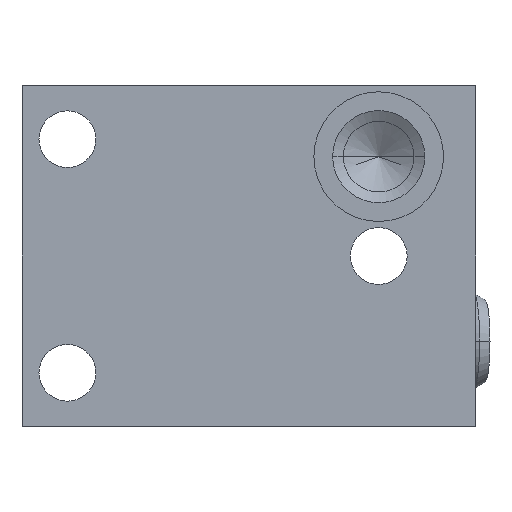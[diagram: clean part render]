
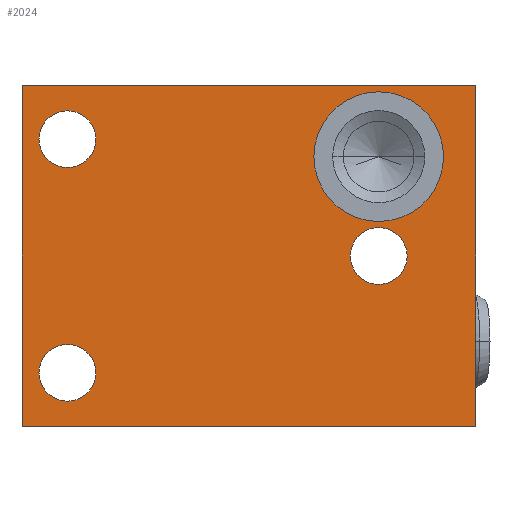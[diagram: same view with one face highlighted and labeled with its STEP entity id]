
A CAD part, front view. The second image highlights one B-rep face of the part: STEP entity #2024.
In plain terms, the highlighted planar face has unit normal (0, -1, 0).
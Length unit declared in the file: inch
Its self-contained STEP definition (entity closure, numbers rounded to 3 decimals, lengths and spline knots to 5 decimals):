
#18=DIRECTION('',(0.,0.,1.));
#19=VECTOR('',#18,1.313);
#20=CARTESIAN_POINT('',(-0.687,-0.37,-0.6565));
#21=LINE('',#20,#19);
#22=CARTESIAN_POINT('',(-0.512,-0.37,0.45));
#23=DIRECTION('',(0.,1.,0.));
#24=DIRECTION('',(0.,0.,-1.));
#25=AXIS2_PLACEMENT_3D('',#22,#23,#24);
#27=CARTESIAN_POINT('',(-0.512,-0.37,0.45));
#28=DIRECTION('',(0.,1.,0.));
#29=DIRECTION('',(0.,0.,1.));
#30=AXIS2_PLACEMENT_3D('',#27,#28,#29);
#32=CARTESIAN_POINT('',(-0.512,-0.37,-0.45));
#33=DIRECTION('',(0.,1.,0.));
#34=DIRECTION('',(0.,0.,-1.));
#35=AXIS2_PLACEMENT_3D('',#32,#33,#34);
#37=CARTESIAN_POINT('',(-0.512,-0.37,-0.45));
#38=DIRECTION('',(0.,1.,0.));
#39=DIRECTION('',(0.,0.,1.));
#40=AXIS2_PLACEMENT_3D('',#37,#38,#39);
#42=CARTESIAN_POINT('',(0.688,-0.37,0.));
#43=DIRECTION('',(0.,1.,0.));
#44=DIRECTION('',(0.,0.,-1.));
#45=AXIS2_PLACEMENT_3D('',#42,#43,#44);
#47=CARTESIAN_POINT('',(0.688,-0.37,0.));
#48=DIRECTION('',(0.,1.,0.));
#49=DIRECTION('',(0.,0.,1.));
#50=AXIS2_PLACEMENT_3D('',#47,#48,#49);
#52=CARTESIAN_POINT('',(0.688,-0.37,0.383));
#53=DIRECTION('',(0.,1.,0.));
#54=DIRECTION('',(-1.,0.,0.));
#55=AXIS2_PLACEMENT_3D('',#52,#53,#54);
#57=CARTESIAN_POINT('',(0.688,-0.37,0.383));
#58=DIRECTION('',(0.,1.,0.));
#59=DIRECTION('',(1.,0.,0.));
#60=AXIS2_PLACEMENT_3D('',#57,#58,#59);
#82=DIRECTION('',(1.,0.,0.));
#83=VECTOR('',#82,1.75);
#84=CARTESIAN_POINT('',(-0.687,-0.37,-0.6565));
#85=LINE('',#84,#83);
#286=DIRECTION('',(0.,0.,1.));
#287=VECTOR('',#286,1.313);
#288=CARTESIAN_POINT('',(1.063,-0.37,-0.6565));
#289=LINE('',#288,#287);
#302=DIRECTION('',(1.,0.,0.));
#303=VECTOR('',#302,1.75);
#304=CARTESIAN_POINT('',(-0.687,-0.37,0.6565));
#305=LINE('',#304,#303);
#1841=CARTESIAN_POINT('',(-0.687,-0.37,-0.6565));
#1843=VERTEX_POINT('',#1841);
#1844=CARTESIAN_POINT('',(1.063,-0.37,-0.6565));
#1845=VERTEX_POINT('',#1844);
#1849=CARTESIAN_POINT('',(-0.687,-0.37,0.6565));
#1851=VERTEX_POINT('',#1849);
#1852=CARTESIAN_POINT('',(1.063,-0.37,0.6565));
#1853=VERTEX_POINT('',#1852);
#1860=CARTESIAN_POINT('',(-0.512,-0.37,0.3405));
#1861=CARTESIAN_POINT('',(-0.512,-0.37,0.5595));
#1862=VERTEX_POINT('',#1860);
#1863=VERTEX_POINT('',#1861);
#1864=CARTESIAN_POINT('',(-0.512,-0.37,-0.5595));
#1865=CARTESIAN_POINT('',(-0.512,-0.37,-0.3405));
#1866=VERTEX_POINT('',#1864);
#1867=VERTEX_POINT('',#1865);
#1868=CARTESIAN_POINT('',(0.688,-0.37,-0.1095));
#1869=CARTESIAN_POINT('',(0.688,-0.37,0.1095));
#1870=VERTEX_POINT('',#1868);
#1871=VERTEX_POINT('',#1869);
#1888=CARTESIAN_POINT('',(0.438,-0.37,0.383));
#1889=CARTESIAN_POINT('',(0.938,-0.37,0.383));
#1890=VERTEX_POINT('',#1888);
#1891=VERTEX_POINT('',#1889);
#1986=CARTESIAN_POINT('',(-0.687,-0.37,-0.6565));
#1987=DIRECTION('',(0.,-1.,0.));
#1988=DIRECTION('',(1.,0.,0.));
#1989=AXIS2_PLACEMENT_3D('',#1986,#1987,#1988);
#1990=PLANE('',#1989);
#1992=ORIENTED_EDGE('',*,*,#1991,.F.);
#1994=ORIENTED_EDGE('',*,*,#1993,.T.);
#1996=ORIENTED_EDGE('',*,*,#1995,.T.);
#1998=ORIENTED_EDGE('',*,*,#1997,.F.);
#1999=EDGE_LOOP('',(#1992,#1994,#1996,#1998));
#2000=FACE_OUTER_BOUND('',#1999,.F.);
#2002=ORIENTED_EDGE('',*,*,#2001,.F.);
#2004=ORIENTED_EDGE('',*,*,#2003,.F.);
#2005=EDGE_LOOP('',(#2002,#2004));
#2006=FACE_BOUND('',#2005,.F.);
#2008=ORIENTED_EDGE('',*,*,#2007,.F.);
#2009=ORIENTED_EDGE('',*,*,#1975,.F.);
#2010=EDGE_LOOP('',(#2008,#2009));
#2011=FACE_BOUND('',#2010,.F.);
#2013=ORIENTED_EDGE('',*,*,#2012,.F.);
#2015=ORIENTED_EDGE('',*,*,#2014,.F.);
#2016=EDGE_LOOP('',(#2013,#2015));
#2017=FACE_BOUND('',#2016,.F.);
#2019=ORIENTED_EDGE('',*,*,#2018,.F.);
#2021=ORIENTED_EDGE('',*,*,#2020,.F.);
#2022=EDGE_LOOP('',(#2019,#2021));
#2023=FACE_BOUND('',#2022,.F.);
#26=CIRCLE('',#25,0.1095);
#31=CIRCLE('',#30,0.1095);
#36=CIRCLE('',#35,0.1095);
#41=CIRCLE('',#40,0.1095);
#46=CIRCLE('',#45,0.1095);
#51=CIRCLE('',#50,0.1095);
#56=CIRCLE('',#55,0.25);
#61=CIRCLE('',#60,0.25);
#1975=EDGE_CURVE('',#1867,#1866,#41,.T.);
#1991=EDGE_CURVE('',#1843,#1845,#85,.T.);
#1993=EDGE_CURVE('',#1843,#1851,#21,.T.);
#1995=EDGE_CURVE('',#1851,#1853,#305,.T.);
#1997=EDGE_CURVE('',#1845,#1853,#289,.T.);
#2001=EDGE_CURVE('',#1862,#1863,#26,.T.);
#2003=EDGE_CURVE('',#1863,#1862,#31,.T.);
#2007=EDGE_CURVE('',#1866,#1867,#36,.T.);
#2012=EDGE_CURVE('',#1870,#1871,#46,.T.);
#2014=EDGE_CURVE('',#1871,#1870,#51,.T.);
#2018=EDGE_CURVE('',#1890,#1891,#56,.T.);
#2020=EDGE_CURVE('',#1891,#1890,#61,.T.);
#2024=ADVANCED_FACE('',(#2000,#2006,#2011,#2017,#2023),#1990,.T.);
